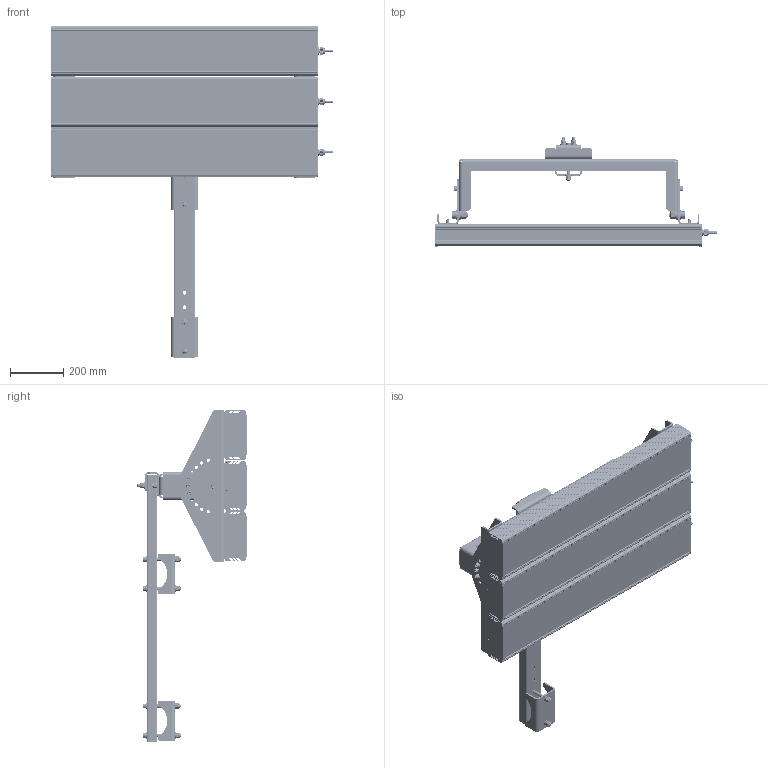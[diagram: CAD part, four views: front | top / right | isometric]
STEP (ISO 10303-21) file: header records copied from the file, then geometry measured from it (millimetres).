
FILE_DESCRIPTION(('STEP AP214'), '1');
FILE_NAME('001.0084.21.000 - ÃÑÓ Ýêñòðà Ì 600 (3õ200)', '2023-12-14T09:21:22', ('Åâãåíèé'), ('ÎÊÁ Ñâîé Ñòèëü'), 'C3D Converter', 'C3D Toolkit', '');
FILE_SCHEMA(('AUTOMOTIVE_DESIGN { 1 0 10303 214 3 1 1}'));
Length unit declared in the file: millimetre
Products named in the file (49): 001.0084.21.000; 001.0056.06.000; 001.0054.02.001х3; 001.0054.02.001х3-01; 001.0056.04.001; 001.0056.01.000; 001.0056.01.001; ТрП 80х40х3.1000.01; 001.0056.00.002
Assembly tree (163 placements, depth 4):
  001.0084.21.000
    (unnamed)  x3
      (unnamed)
      (unnamed)
      (unnamed)
      (unnamed)
      (unnamed)
      (unnamed)
      (unnamed)
      (unnamed)
      (unnamed)
        (unnamed)
      (unnamed)
        (unnamed)
        (unnamed)  x13
        (unnamed)
        (unnamed)
        (unnamed)
        (unnamed)
        (unnamed)
        (unnamed)
        (unnamed)
    001.0056.06.000
      001.0054.02.001х3
      001.0054.02.001х3-01
      (unnamed)  x3
      (unnamed)  x3
      (unnamed)  x3
      (unnamed)  x3
      (unnamed)  x3
      (unnamed)  x3
      001.0056.04.001
      001.0056.01.000
        001.0056.01.001
        ТрП 80х40х3.1000.01
      001.0056.00.002  x2
      (unnamed)  x4
      (unnamed)  x2
      (unnamed)  x2
      (unnamed)  x2
      (unnamed)  x12
      (unnamed)  x6
      (unnamed)  x6
      (unnamed)  x6
      (unnamed)  x16
      (unnamed)  x2
      (unnamed)  x2
      (unnamed)  x4
      (unnamed)  x8
Bounding box: 1056.43 x 410.16 x 1244.5 mm (x, y, z)
Volume: 12753175.1 mm3; surface area: 8443572.9 mm2
Topology: 2077 solids, 2077 shells, 21740 faces, 50749 edges, 33787 vertices
Faces by surface type: plane 15022, cylinder 5804, cone 536, bspline 255, torus 63, sphere 60
Full cylindrical faces by diameter (mm): 1 x60, 2 x120, 2.5 x240, 2.8 x1500, 3.2 x60, 3.5 x300, 4 x36, 4.917 x6, 6 x6, 6.4 x6, 6.75 x6, 8 x42, 8.376 x6, 10 x20, 10.106 x8, 11 x18, 12 x39, 12.5 x3, 13 x8, 13.5 x16, 14 x40, 15.294 x2, 16 x9, 18 x18, 18.5 x9, 20 x19, 22 x4, 23.5 x3, 24 x16, 27 x2
Entity records: 122420 total; most frequent: CARTESIAN_POINT 49843, DIRECTION 11808, ORIENTED_EDGE 10848, EDGE_CURVE 5424, AXIS2_PLACEMENT_3D 4338, VERTEX_POINT 3724, LINE 3132, VECTOR 3132
